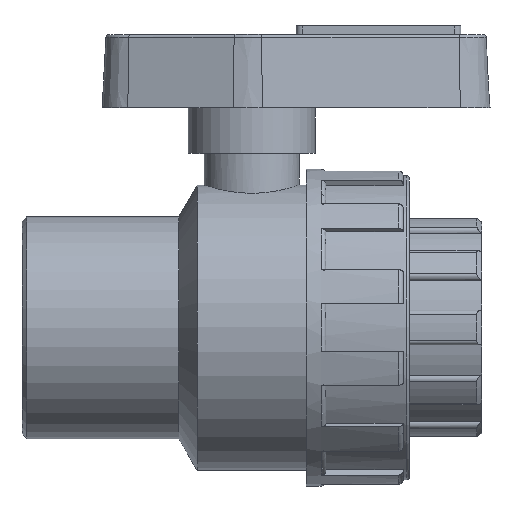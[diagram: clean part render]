
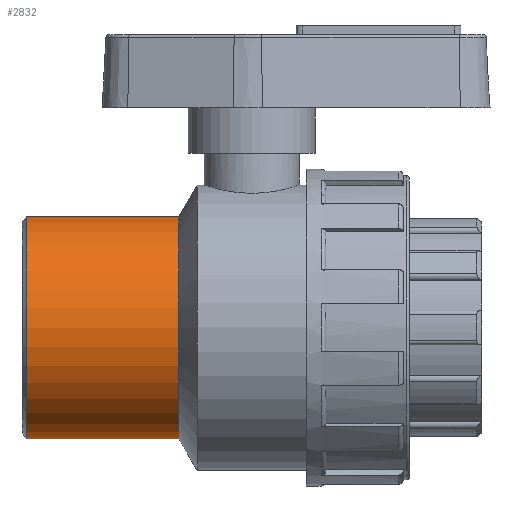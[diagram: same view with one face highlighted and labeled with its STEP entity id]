
A CAD part, top view. The second image highlights one B-rep face of the part: STEP entity #2832.
In plain terms, the highlighted cylindrical face has radius 28 mm (diameter 56 mm), a full revolution.
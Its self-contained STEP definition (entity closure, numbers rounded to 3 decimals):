
#31=FACE_BOUND('',#492,.T.);
#309=FACE_OUTER_BOUND('',#491,.T.);
#491=EDGE_LOOP('',(#2603));
#492=EDGE_LOOP('',(#2604));
#685=CIRCLE('',#3179,28.);
#686=CIRCLE('',#3181,28.);
#1358=VERTEX_POINT('',#5587);
#1359=VERTEX_POINT('',#5590);
#1776=EDGE_CURVE('',#1358,#1358,#685,.T.);
#1777=EDGE_CURVE('',#1359,#1359,#686,.T.);
#2603=ORIENTED_EDGE('',*,*,#1777,.F.);
#2604=ORIENTED_EDGE('',*,*,#1776,.F.);
#2670=CYLINDRICAL_SURFACE('',#3180,28.);
#2832=ADVANCED_FACE('',(#309,#31),#2670,.T.);
#3179=AXIS2_PLACEMENT_3D('',#5588,#4034,#4035);
#3180=AXIS2_PLACEMENT_3D('',#5589,#4036,#4037);
#3181=AXIS2_PLACEMENT_3D('',#5591,#4038,#4039);
#4034=DIRECTION('center_axis',(-1.,0.,0.));
#4035=DIRECTION('ref_axis',(0.,-1.,0.));
#4036=DIRECTION('center_axis',(1.,0.,0.));
#4037=DIRECTION('ref_axis',(0.,1.,0.));
#4038=DIRECTION('center_axis',(1.,0.,0.));
#4039=DIRECTION('ref_axis',(0.,0.,-1.));
#5587=CARTESIAN_POINT('',(-56.8,28.,0.));
#5588=CARTESIAN_POINT('Origin',(-56.8,0.,0.));
#5589=CARTESIAN_POINT('Origin',(-38.209,0.,0.));
#5590=CARTESIAN_POINT('',(-18.419,28.,0.));
#5591=CARTESIAN_POINT('Origin',(-18.419,0.,0.));
